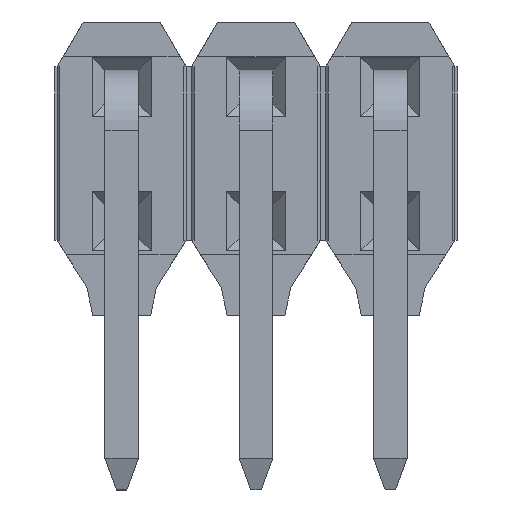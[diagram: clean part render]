
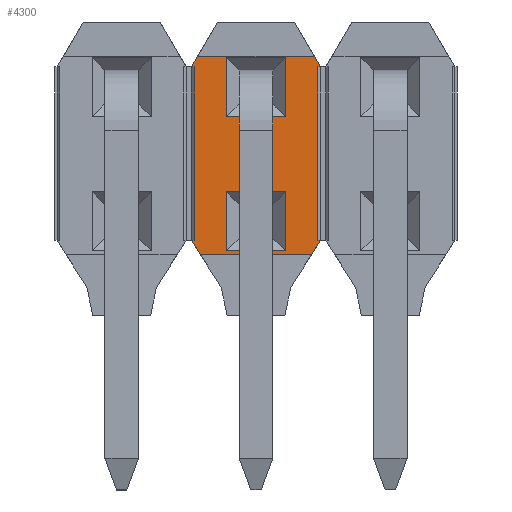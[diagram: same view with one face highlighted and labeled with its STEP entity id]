
A CAD part, front view. The second image highlights one B-rep face of the part: STEP entity #4300.
In plain terms, the highlighted planar face has unit normal (0, -1, 0).
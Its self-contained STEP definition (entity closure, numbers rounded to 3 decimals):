
#21=FACE_BOUND('',#525,.T.);
#22=FACE_BOUND('',#526,.T.);
#266=FACE_OUTER_BOUND('',#524,.T.);
#524=EDGE_LOOP('',(#3594,#3595,#3596,#3597,#3598,#3599,#3600,#3601,#3602,
#3603,#3604,#3605));
#525=EDGE_LOOP('',(#3606,#3607,#3608,#3609));
#526=EDGE_LOOP('',(#3610,#3611,#3612,#3613));
#985=LINE('',#6649,#1555);
#988=LINE('',#6654,#1558);
#990=LINE('',#6658,#1560);
#993=LINE('',#6663,#1563);
#994=LINE('',#6666,#1564);
#1001=LINE('',#6679,#1571);
#1003=LINE('',#6683,#1573);
#1004=LINE('',#6686,#1574);
#1006=LINE('',#6689,#1576);
#1009=LINE('',#6695,#1579);
#1011=LINE('',#6699,#1581);
#1012=LINE('',#6702,#1582);
#1014=LINE('',#6705,#1584);
#1015=LINE('',#6709,#1585);
#1020=LINE('',#6718,#1590);
#1040=LINE('',#6758,#1610);
#1041=LINE('',#6761,#1611);
#1042=LINE('',#6762,#1612);
#1043=LINE('',#6764,#1613);
#1044=LINE('',#6765,#1614);
#1555=VECTOR('',#5466,1.);
#1558=VECTOR('',#5471,1.);
#1560=VECTOR('',#5475,1.);
#1563=VECTOR('',#5480,1.);
#1564=VECTOR('',#5483,1.);
#1571=VECTOR('',#5492,1.);
#1573=VECTOR('',#5496,1.);
#1574=VECTOR('',#5499,1.);
#1576=VECTOR('',#5503,1.);
#1579=VECTOR('',#5508,1.);
#1581=VECTOR('',#5512,1.);
#1582=VECTOR('',#5515,1.);
#1584=VECTOR('',#5519,1.);
#1585=VECTOR('',#5522,1.);
#1590=VECTOR('',#5529,1.);
#1610=VECTOR('',#5565,1.);
#1611=VECTOR('',#5568,1.);
#1612=VECTOR('',#5569,1.);
#1613=VECTOR('',#5570,1.);
#1614=VECTOR('',#5571,1.);
#1982=VERTEX_POINT('',#6646);
#1983=VERTEX_POINT('',#6648);
#1984=VERTEX_POINT('',#6653);
#1985=VERTEX_POINT('',#6657);
#1986=VERTEX_POINT('',#6661);
#1987=VERTEX_POINT('',#6665);
#1991=VERTEX_POINT('',#6675);
#1992=VERTEX_POINT('',#6677);
#1993=VERTEX_POINT('',#6681);
#1994=VERTEX_POINT('',#6685);
#1995=VERTEX_POINT('',#6691);
#1996=VERTEX_POINT('',#6693);
#1997=VERTEX_POINT('',#6697);
#1998=VERTEX_POINT('',#6701);
#1999=VERTEX_POINT('',#6707);
#2000=VERTEX_POINT('',#6708);
#2003=VERTEX_POINT('',#6715);
#2015=VERTEX_POINT('',#6756);
#2016=VERTEX_POINT('',#6760);
#2017=VERTEX_POINT('',#6763);
#2505=EDGE_CURVE('',#1982,#1983,#985,.T.);
#2508=EDGE_CURVE('',#1983,#1984,#988,.T.);
#2510=EDGE_CURVE('',#1984,#1985,#990,.T.);
#2513=EDGE_CURVE('',#1985,#1986,#993,.T.);
#2514=EDGE_CURVE('',#1986,#1987,#994,.T.);
#2521=EDGE_CURVE('',#1991,#1992,#1001,.T.);
#2523=EDGE_CURVE('',#1993,#1991,#1003,.T.);
#2524=EDGE_CURVE('',#1994,#1993,#1004,.T.);
#2526=EDGE_CURVE('',#1992,#1994,#1006,.T.);
#2529=EDGE_CURVE('',#1995,#1996,#1009,.T.);
#2531=EDGE_CURVE('',#1997,#1995,#1011,.T.);
#2532=EDGE_CURVE('',#1998,#1997,#1012,.T.);
#2534=EDGE_CURVE('',#1996,#1998,#1014,.T.);
#2535=EDGE_CURVE('',#1999,#2000,#1015,.T.);
#2540=EDGE_CURVE('',#2003,#1987,#1020,.T.);
#2560=EDGE_CURVE('',#2015,#1982,#1040,.T.);
#2561=EDGE_CURVE('',#2000,#2016,#1041,.T.);
#2562=EDGE_CURVE('',#2003,#1999,#1042,.T.);
#2563=EDGE_CURVE('',#2017,#2015,#1043,.T.);
#2564=EDGE_CURVE('',#2016,#2017,#1044,.T.);
#3594=ORIENTED_EDGE('',*,*,#2561,.F.);
#3595=ORIENTED_EDGE('',*,*,#2535,.F.);
#3596=ORIENTED_EDGE('',*,*,#2562,.F.);
#3597=ORIENTED_EDGE('',*,*,#2540,.T.);
#3598=ORIENTED_EDGE('',*,*,#2514,.F.);
#3599=ORIENTED_EDGE('',*,*,#2513,.F.);
#3600=ORIENTED_EDGE('',*,*,#2510,.F.);
#3601=ORIENTED_EDGE('',*,*,#2508,.F.);
#3602=ORIENTED_EDGE('',*,*,#2505,.F.);
#3603=ORIENTED_EDGE('',*,*,#2560,.F.);
#3604=ORIENTED_EDGE('',*,*,#2563,.F.);
#3605=ORIENTED_EDGE('',*,*,#2564,.F.);
#3606=ORIENTED_EDGE('',*,*,#2534,.T.);
#3607=ORIENTED_EDGE('',*,*,#2532,.T.);
#3608=ORIENTED_EDGE('',*,*,#2531,.T.);
#3609=ORIENTED_EDGE('',*,*,#2529,.T.);
#3610=ORIENTED_EDGE('',*,*,#2526,.T.);
#3611=ORIENTED_EDGE('',*,*,#2524,.T.);
#3612=ORIENTED_EDGE('',*,*,#2523,.T.);
#3613=ORIENTED_EDGE('',*,*,#2521,.T.);
#4048=PLANE('',#4599);
#4300=ADVANCED_FACE('',(#266,#21,#22),#4048,.F.);
#4599=AXIS2_PLACEMENT_3D('',#6759,#5566,#5567);
#5466=DIRECTION('',(-0.532,0.,0.846));
#5471=DIRECTION('',(1.,0.,0.));
#5475=DIRECTION('',(0.,0.,1.));
#5480=DIRECTION('',(-1.,0.,0.));
#5483=DIRECTION('',(0.5,0.,0.866));
#5492=DIRECTION('',(-1.,0.,0.));
#5496=DIRECTION('',(0.,0.,-1.));
#5499=DIRECTION('',(1.,0.,0.));
#5503=DIRECTION('',(0.,0.,1.));
#5508=DIRECTION('',(-1.,0.,0.));
#5512=DIRECTION('',(0.,0.,-1.));
#5515=DIRECTION('',(1.,0.,0.));
#5519=DIRECTION('',(0.,0.,1.));
#5522=DIRECTION('',(-1.,0.,0.));
#5529=DIRECTION('',(-1.,0.,0.));
#5565=DIRECTION('',(-1.,0.,0.));
#5566=DIRECTION('center_axis',(0.,1.,0.));
#5567=DIRECTION('ref_axis',(0.,0.,1.));
#5568=DIRECTION('',(0.,0.,-1.));
#5569=DIRECTION('',(0.5,0.,-0.866));
#5570=DIRECTION('',(-0.532,0.,-0.846));
#5571=DIRECTION('',(1.,0.,0.));
#6646=CARTESIAN_POINT('',(-21.009,-3.723,6.277));
#6648=CARTESIAN_POINT('',(-21.18,-3.723,6.549));
#6649=CARTESIAN_POINT('',(5.318,-3.723,-35.58));
#6653=CARTESIAN_POINT('',(-21.13,-3.723,6.549));
#6654=CARTESIAN_POINT('',(-21.33,-3.723,6.549));
#6657=CARTESIAN_POINT('',(-21.13,-3.723,9.827));
#6658=CARTESIAN_POINT('',(-21.13,-3.723,9.827));
#6661=CARTESIAN_POINT('',(-21.18,-3.723,9.827));
#6663=CARTESIAN_POINT('',(-21.33,-3.723,9.827));
#6665=CARTESIAN_POINT('',(-21.064,-3.723,10.027));
#6666=CARTESIAN_POINT('',(3.66,-3.723,52.85));
#6675=CARTESIAN_POINT('',(-19.4,-3.723,8.887));
#6677=CARTESIAN_POINT('',(-20.52,-3.723,8.887));
#6679=CARTESIAN_POINT('',(80.37,-3.723,8.887));
#6681=CARTESIAN_POINT('',(-19.4,-3.723,10.007));
#6683=CARTESIAN_POINT('',(-19.4,-3.723,10.027));
#6685=CARTESIAN_POINT('',(-20.52,-3.723,10.007));
#6686=CARTESIAN_POINT('',(80.37,-3.723,10.007));
#6689=CARTESIAN_POINT('',(-20.52,-3.723,10.027));
#6691=CARTESIAN_POINT('',(-19.4,-3.723,6.347));
#6693=CARTESIAN_POINT('',(-20.52,-3.723,6.347));
#6695=CARTESIAN_POINT('',(80.37,-3.723,6.347));
#6697=CARTESIAN_POINT('',(-19.4,-3.723,7.467));
#6699=CARTESIAN_POINT('',(-19.4,-3.723,10.027));
#6701=CARTESIAN_POINT('',(-20.52,-3.723,7.467));
#6702=CARTESIAN_POINT('',(80.37,-3.723,7.467));
#6705=CARTESIAN_POINT('',(-20.52,-3.723,10.027));
#6707=CARTESIAN_POINT('',(-18.74,-3.723,9.827));
#6708=CARTESIAN_POINT('',(-18.79,-3.723,9.827));
#6709=CARTESIAN_POINT('',(-18.79,-3.723,9.827));
#6715=CARTESIAN_POINT('',(-18.855,-3.723,10.027));
#6718=CARTESIAN_POINT('',(77.83,-3.723,10.027));
#6756=CARTESIAN_POINT('',(-18.911,-3.723,6.277));
#6758=CARTESIAN_POINT('',(77.83,-3.723,6.277));
#6759=CARTESIAN_POINT('Origin',(77.83,-3.723,10.027));
#6760=CARTESIAN_POINT('',(-18.79,-3.723,6.549));
#6761=CARTESIAN_POINT('',(-18.79,-3.723,9.827));
#6762=CARTESIAN_POINT('',(5.316,-3.723,-31.839));
#6763=CARTESIAN_POINT('',(-18.74,-3.723,6.549));
#6764=CARTESIAN_POINT('',(10.201,-3.723,52.563));
#6765=CARTESIAN_POINT('',(-18.79,-3.723,6.549));
